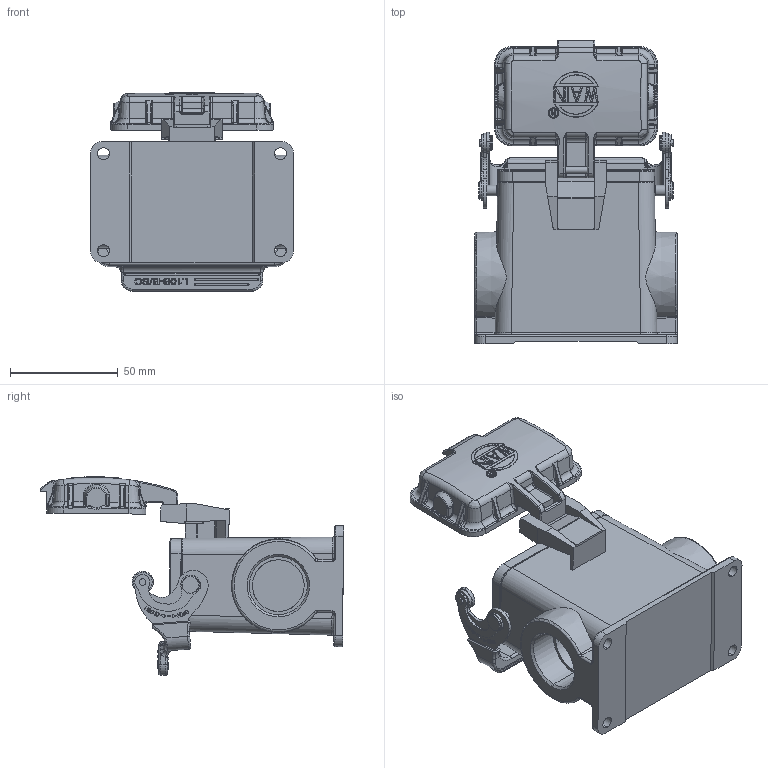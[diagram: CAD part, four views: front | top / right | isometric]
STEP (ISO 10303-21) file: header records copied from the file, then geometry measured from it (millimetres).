
FILE_DESCRIPTION((''),'2;1');
FILE_NAME('PRT0361_1','2017-09-26T',('dm.li'),(''),'PRO/ENGINEER BY PARAMETRIC TECHNOLOGY CORPORATION, 2012480','PRO/ENGINEER BY PARAMETRIC TECHNOLOGY CORPORATION, 2012480','');
FILE_SCHEMA(('AUTOMOTIVE_DESIGN { 1 0 10303 214 1 1 1 1 }'));
Products named in the file (1): PRT0361_1
Bounding box: 94.02 x 140.53 x 91.97 mm (x, y, z)
Volume: 170438.6 mm3; surface area: 74296.2 mm2
Topology: 1 solids, 15 shells, 1987 faces, 5187 edges, 3305 vertices
Faces by surface type: plane 695, cylinder 521, extrusion 304, bspline 224, torus 169, cone 52, sphere 22
Entity records: 76561 total; most frequent: CARTESIAN_POINT 27366, ORIENTED_EDGE 10328, DIRECTION 8174, EDGE_CURVE 5164, VERTEX_POINT 3305, AXIS2_PLACEMENT_3D 2739, VECTOR 2696, LINE 2392
